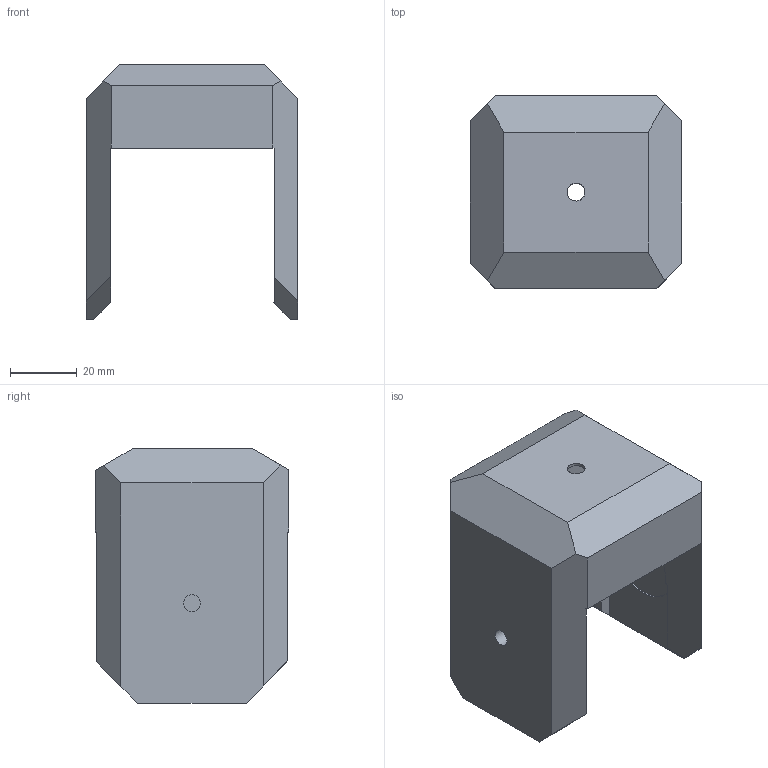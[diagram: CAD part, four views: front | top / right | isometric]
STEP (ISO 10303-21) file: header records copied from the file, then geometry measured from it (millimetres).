
FILE_DESCRIPTION(/* description */ (''),/* implementation_level */ '2;1');
FILE_NAME(/* name */ 'Servo Box.step',/* time_stamp */ '2025-12-02T22:45:23-08:00',/* author */ (''),/* organization */ (''),/* preprocessor_version */ 'ST-DEVELOPER v20.1',/* originating_system */ 'Autodesk Translation Framework v14.21.0.0',/* authorisation */ '');
FILE_SCHEMA (('AUTOMOTIVE_DESIGN { 1 0 10303 214 3 1 1 }'));
Length unit declared in the file: metre
Products named in the file (1): Servo Box
Bounding box: 63.5 x 57.91 x 76.36 mm (x, y, z)
Volume: 102390 mm3; surface area: 25507.1 mm2
Topology: 1 solids, 1 shells, 48 faces, 129 edges, 86 vertices
Faces by surface type: plane 41, cylinder 6, bspline 1
Full cylindrical faces by diameter (mm): 2.413 x2, 5.08 x1, 26.67 x1
Entity records: 1650 total; most frequent: CARTESIAN_POINT 388, ORIENTED_EDGE 258, DIRECTION 236, EDGE_CURVE 129, LINE 112, VECTOR 112, VERTEX_POINT 86, AXIS2_PLACEMENT_3D 62
